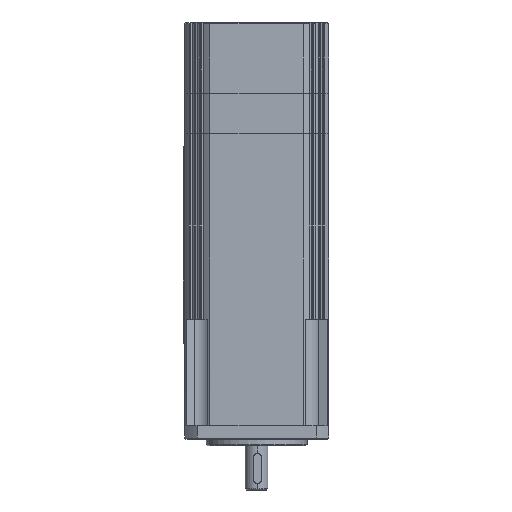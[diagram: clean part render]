
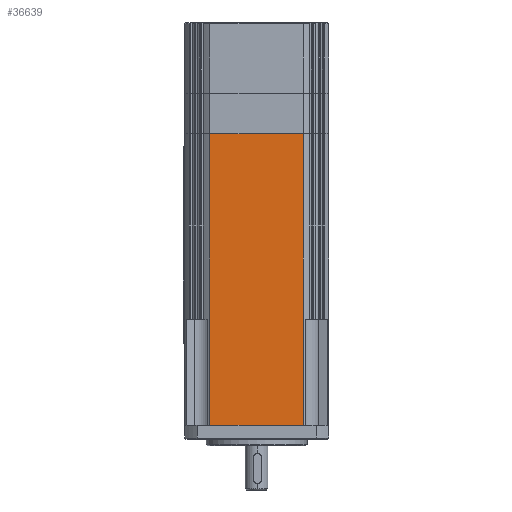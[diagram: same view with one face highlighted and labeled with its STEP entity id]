
A CAD part, front view. The second image highlights one B-rep face of the part: STEP entity #36639.
In plain terms, the highlighted face is planar.
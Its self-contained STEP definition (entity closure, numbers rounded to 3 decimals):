
#31692=CARTESIAN_POINT('',(-18.54,-28.5,0.0));
#31693=VERTEX_POINT('',#31692);
#31814=CARTESIAN_POINT('',(18.54,-28.5,0.0));
#31815=VERTEX_POINT('',#31814);
#33453=CARTESIAN_POINT('',(18.54,-28.5,0.0));
#33454=DIRECTION('',(-1.0,0.0,0.0));
#33455=VECTOR('',#33454,37.081);
#33456=LINE('',#33453,#33455);
#33457=EDGE_CURVE('',#31815,#31693,#33456,.T.);
#35609=CARTESIAN_POINT('',(-18.54,-28.5,115.5));
#35610=VERTEX_POINT('',#35609);
#35611=CARTESIAN_POINT('',(-18.54,-28.5,0.0));
#35612=DIRECTION('',(0.0,0.0,1.0));
#35613=VECTOR('',#35612,115.5);
#35614=LINE('',#35611,#35613);
#35615=EDGE_CURVE('',#31693,#35610,#35614,.T.);
#36250=CARTESIAN_POINT('',(18.54,-28.5,115.5));
#36251=VERTEX_POINT('',#36250);
#36259=CARTESIAN_POINT('',(18.54,-28.5,0.0));
#36260=DIRECTION('',(0.0,0.0,1.0));
#36261=VECTOR('',#36260,115.5);
#36262=LINE('',#36259,#36261);
#36263=EDGE_CURVE('',#31815,#36251,#36262,.T.);
#36623=CARTESIAN_POINT('',(0.,-28.5,0.0));
#36624=DIRECTION('',(0.0,-1.0,0.0));
#36625=DIRECTION('',(0.0,0.0,-1.0));
#36626=AXIS2_PLACEMENT_3D('',#36623,#36624,#36625);
#36627=PLANE('',#36626);
#36628=CARTESIAN_POINT('',(18.54,-28.5,115.5));
#36629=DIRECTION('',(-1.0,0.0,0.0));
#36630=VECTOR('',#36629,37.081);
#36631=LINE('',#36628,#36630);
#36632=EDGE_CURVE('',#36251,#35610,#36631,.T.);
#36633=ORIENTED_EDGE('',*,*,#36632,.T.);
#36634=ORIENTED_EDGE('',*,*,#35615,.F.);
#36635=ORIENTED_EDGE('',*,*,#33457,.F.);
#36636=ORIENTED_EDGE('',*,*,#36263,.T.);
#36637=EDGE_LOOP('',(#36633,#36634,#36635,#36636));
#36638=FACE_OUTER_BOUND('',#36637,.T.);
#36639=ADVANCED_FACE('',(#36638),#36627,.T.);
